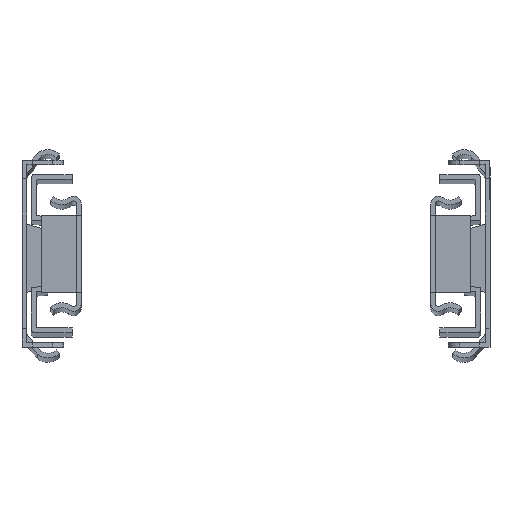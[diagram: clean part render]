
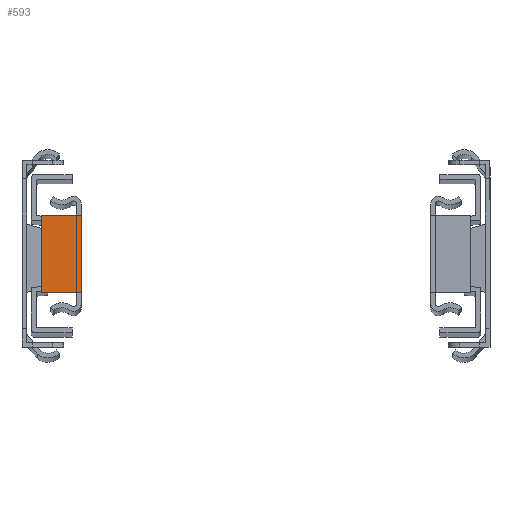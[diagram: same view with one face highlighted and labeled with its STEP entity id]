
A CAD part, top view. The second image highlights one B-rep face of the part: STEP entity #593.
In plain terms, the highlighted face is planar.
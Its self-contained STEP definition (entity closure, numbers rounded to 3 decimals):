
#593 = ADVANCED_FACE( '', ( #1308 ), #1309, .F. );
#1308 = FACE_OUTER_BOUND( '', #2172, .T. );
#1309 = PLANE( '', #2173 );
#2172 = EDGE_LOOP( '', ( #3723, #3724, #3725, #3726 ) );
#2173 = AXIS2_PLACEMENT_3D( '', #3727, #3728, #3729 );
#3723 = ORIENTED_EDGE( '', *, *, #5593, .T. );
#3724 = ORIENTED_EDGE( '', *, *, #5594, .F. );
#3725 = ORIENTED_EDGE( '', *, *, #5595, .F. );
#3726 = ORIENTED_EDGE( '', *, *, #5596, .T. );
#3727 = CARTESIAN_POINT( '', ( -6.6, -26., 8.25 ) );
#3728 = DIRECTION( '', ( 0., 1., 0. ) );
#3729 = DIRECTION( '', ( 0., 0., 1. ) );
#5593 = EDGE_CURVE( '', #6930, #6931, #6932, .T. );
#5594 = EDGE_CURVE( '', #6933, #6931, #6934, .T. );
#5595 = EDGE_CURVE( '', #6935, #6933, #6936, .T. );
#5596 = EDGE_CURVE( '', #6935, #6930, #6937, .T. );
#6930 = VERTEX_POINT( '', #8706 );
#6931 = VERTEX_POINT( '', #8707 );
#6932 = LINE( '', #8708, #8709 );
#6933 = VERTEX_POINT( '', #8710 );
#6934 = LINE( '', #8711, #8712 );
#6935 = VERTEX_POINT( '', #8713 );
#6936 = LINE( '', #8714, #8715 );
#6937 = LINE( '', #8716, #8717 );
#8706 = CARTESIAN_POINT( '', ( -6.6, -26., -8.25 ) );
#8707 = CARTESIAN_POINT( '', ( 2., -26., -8.25 ) );
#8708 = CARTESIAN_POINT( '', ( -6.6, -26., -8.25 ) );
#8709 = VECTOR( '', #10071, 1000. );
#8710 = CARTESIAN_POINT( '', ( 2., -26., 8.25 ) );
#8711 = CARTESIAN_POINT( '', ( 2., -26., 8.25 ) );
#8712 = VECTOR( '', #10072, 1000. );
#8713 = CARTESIAN_POINT( '', ( -6.6, -26., 8.25 ) );
#8714 = CARTESIAN_POINT( '', ( -6.6, -26., 8.25 ) );
#8715 = VECTOR( '', #10073, 1000. );
#8716 = CARTESIAN_POINT( '', ( -6.6, -26., 8.25 ) );
#8717 = VECTOR( '', #10074, 1000. );
#10071 = DIRECTION( '', ( 1., 0., 0. ) );
#10072 = DIRECTION( '', ( 0., 0., -1. ) );
#10073 = DIRECTION( '', ( 1., 0., 0. ) );
#10074 = DIRECTION( '', ( 0., 0., -1. ) );
